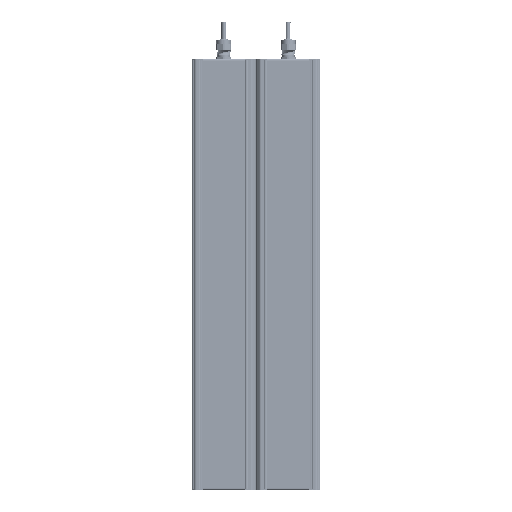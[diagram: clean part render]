
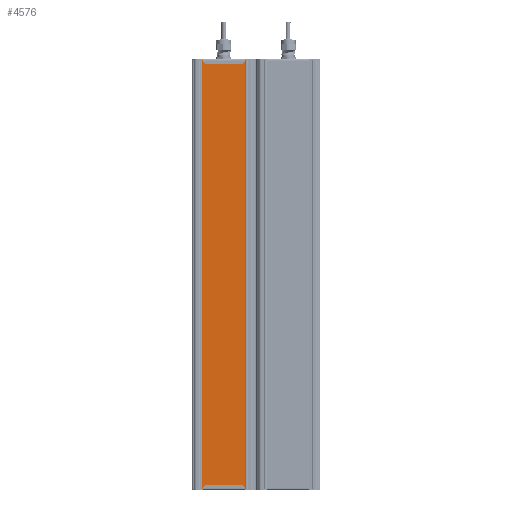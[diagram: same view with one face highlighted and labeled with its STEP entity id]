
A CAD part, front view. The second image highlights one B-rep face of the part: STEP entity #4576.
In plain terms, the highlighted face is planar.
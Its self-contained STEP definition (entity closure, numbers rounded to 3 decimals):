
#4576=ADVANCED_FACE('',(#11000),#11002,.T.);
#11000=FACE_BOUND('',#11001,.T.);
#11001=EDGE_LOOP('',(#40074,#40075,#40076,#40077));
#11002=PLANE('',#11003);
#11003=AXIS2_PLACEMENT_3D('',#11004,#11005,#11006);
#11004=CARTESIAN_POINT('',(120.465,593.492,117.308));
#11005=DIRECTION('',(0.,0.,-1.));
#11006=DIRECTION('',(0.,1.,0.));
#40074=ORIENTED_EDGE('',*,*,#47207,.T.);
#40075=ORIENTED_EDGE('',*,*,#47206,.T.);
#40076=ORIENTED_EDGE('',*,*,#47208,.F.);
#40077=ORIENTED_EDGE('',*,*,#47209,.F.);
#47206=EDGE_CURVE('',#51711,#51716,#51718,.T.);
#47207=EDGE_CURVE('',#51719,#51711,#51720,.T.);
#47208=EDGE_CURVE('',#51721,#51716,#51722,.T.);
#47209=EDGE_CURVE('',#51719,#51721,#51723,.T.);
#51711=VERTEX_POINT('',#63452);
#51716=VERTEX_POINT('',#63461);
#51718=LINE('',#63465,#63466);
#51719=VERTEX_POINT('',#63468);
#51720=LINE('',#63469,#63470);
#51721=VERTEX_POINT('',#63472);
#51722=LINE('',#63473,#63474);
#51723=LINE('',#63476,#63477);
#63452=CARTESIAN_POINT('',(120.465,679.838,117.308));
#63461=CARTESIAN_POINT('',(866.465,679.838,117.308));
#63465=CARTESIAN_POINT('',(120.465,679.838,117.308));
#63466=VECTOR('',#63467,1.);
#63467=DIRECTION('',(1.,0.,0.));
#63468=CARTESIAN_POINT('',(120.465,593.492,117.308));
#63469=CARTESIAN_POINT('',(120.465,593.492,117.308));
#63470=VECTOR('',#63471,1.);
#63471=DIRECTION('',(0.,1.,0.));
#63472=CARTESIAN_POINT('',(866.465,593.492,117.308));
#63473=CARTESIAN_POINT('',(866.465,593.492,117.308));
#63474=VECTOR('',#63475,1.);
#63475=DIRECTION('',(0.,1.,0.));
#63476=CARTESIAN_POINT('',(120.465,593.492,117.308));
#63477=VECTOR('',#63478,1.);
#63478=DIRECTION('',(1.,0.,0.));
